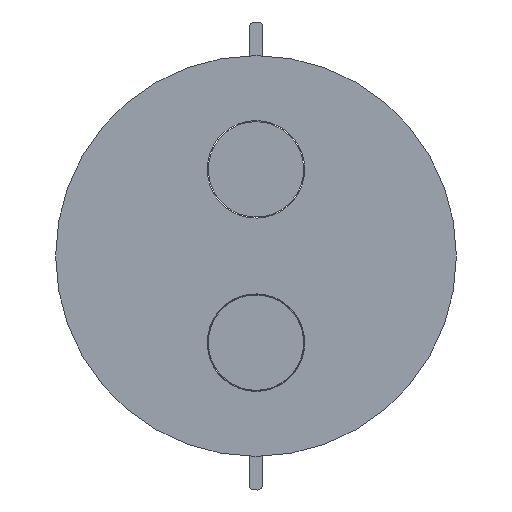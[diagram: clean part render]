
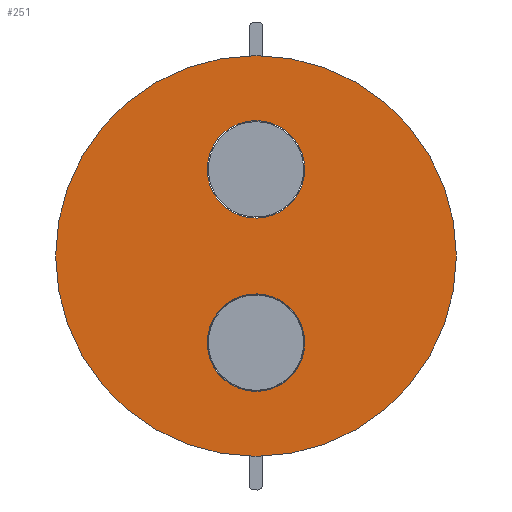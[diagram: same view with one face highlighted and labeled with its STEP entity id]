
A CAD part, front view. The second image highlights one B-rep face of the part: STEP entity #251.
In plain terms, the highlighted planar face has unit normal (0, -1, 0).
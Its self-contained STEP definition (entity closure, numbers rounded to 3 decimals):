
#40=CARTESIAN_POINT('Vertex',(-19.746,75.,-10.787)) ;
#45=CARTESIAN_POINT('Axis2P3D Location',(0.,75.,0.)) ;
#49=CARTESIAN_POINT('Vertex',(19.746,75.,10.787)) ;
#131=CARTESIAN_POINT('Axis2P3D Location',(0.,75.,0.)) ;
#153=CARTESIAN_POINT('Vertex',(-92.5,75.,40.)) ;
#156=CARTESIAN_POINT('Axis2P3D Location',(0.,75.,40.)) ;
#160=CARTESIAN_POINT('Vertex',(92.5,75.,40.)) ;
#176=CARTESIAN_POINT('Axis2P3D Location',(0.,75.,40.)) ;
#198=CARTESIAN_POINT('Vertex',(19.746,75.,69.213)) ;
#201=CARTESIAN_POINT('Axis2P3D Location',(0.,75.,80.)) ;
#205=CARTESIAN_POINT('Vertex',(-19.746,75.,90.787)) ;
#221=CARTESIAN_POINT('Axis2P3D Location',(0.,75.,80.)) ;
#234=CARTESIAN_POINT('Axis2P3D Location',(0.,75.,40.)) ;
#46=DIRECTION('Axis2P3D Direction',(0.,-1.,0.)) ;
#132=DIRECTION('Axis2P3D Direction',(0.,-1.,0.)) ;
#157=DIRECTION('Axis2P3D Direction',(0.,1.,0.)) ;
#177=DIRECTION('Axis2P3D Direction',(0.,1.,0.)) ;
#202=DIRECTION('Axis2P3D Direction',(0.,1.,0.)) ;
#222=DIRECTION('Axis2P3D Direction',(0.,1.,0.)) ;
#235=DIRECTION('Axis2P3D Direction',(0.,1.,0.)) ;
#236=DIRECTION('Axis2P3D XDirection',(-1.,0.,0.)) ;
#47=AXIS2_PLACEMENT_3D('Circle Axis2P3D',#45,#46,$) ;
#133=AXIS2_PLACEMENT_3D('Circle Axis2P3D',#131,#132,$) ;
#158=AXIS2_PLACEMENT_3D('Circle Axis2P3D',#156,#157,$) ;
#178=AXIS2_PLACEMENT_3D('Circle Axis2P3D',#176,#177,$) ;
#203=AXIS2_PLACEMENT_3D('Circle Axis2P3D',#201,#202,$) ;
#223=AXIS2_PLACEMENT_3D('Circle Axis2P3D',#221,#222,$) ;
#237=AXIS2_PLACEMENT_3D('Plane Axis2P3D',#234,#235,#236) ;
#48=CIRCLE('generated circle',#47,22.5) ;
#134=CIRCLE('generated circle',#133,22.5) ;
#159=CIRCLE('generated circle',#158,92.5) ;
#179=CIRCLE('generated circle',#178,92.5) ;
#204=CIRCLE('generated circle',#203,22.5) ;
#224=CIRCLE('generated circle',#223,22.5) ;
#238=PLANE('',#237) ;
#246=FACE_BOUND('',#243,.T.) ;
#250=FACE_BOUND('',#247,.T.) ;
#51=EDGE_CURVE('',#50,#41,#48,.F.) ;
#135=EDGE_CURVE('',#41,#50,#134,.F.) ;
#162=EDGE_CURVE('',#154,#161,#159,.T.) ;
#180=EDGE_CURVE('',#161,#154,#179,.T.) ;
#207=EDGE_CURVE('',#199,#206,#204,.F.) ;
#225=EDGE_CURVE('',#206,#199,#224,.F.) ;
#240=ORIENTED_EDGE('',*,*,#180,.F.) ;
#241=ORIENTED_EDGE('',*,*,#162,.F.) ;
#244=ORIENTED_EDGE('',*,*,#225,.F.) ;
#245=ORIENTED_EDGE('',*,*,#207,.F.) ;
#248=ORIENTED_EDGE('',*,*,#135,.T.) ;
#249=ORIENTED_EDGE('',*,*,#51,.T.) ;
#239=EDGE_LOOP('',(#240,#241)) ;
#243=EDGE_LOOP('',(#244,#245)) ;
#247=EDGE_LOOP('',(#248,#249)) ;
#41=VERTEX_POINT('',#40) ;
#50=VERTEX_POINT('',#49) ;
#154=VERTEX_POINT('',#153) ;
#161=VERTEX_POINT('',#160) ;
#199=VERTEX_POINT('',#198) ;
#206=VERTEX_POINT('',#205) ;
#251=ADVANCED_FACE('PartBody',(#242,#246,#250),#238,.F.) ;
#242=FACE_OUTER_BOUND('',#239,.T.) ;
